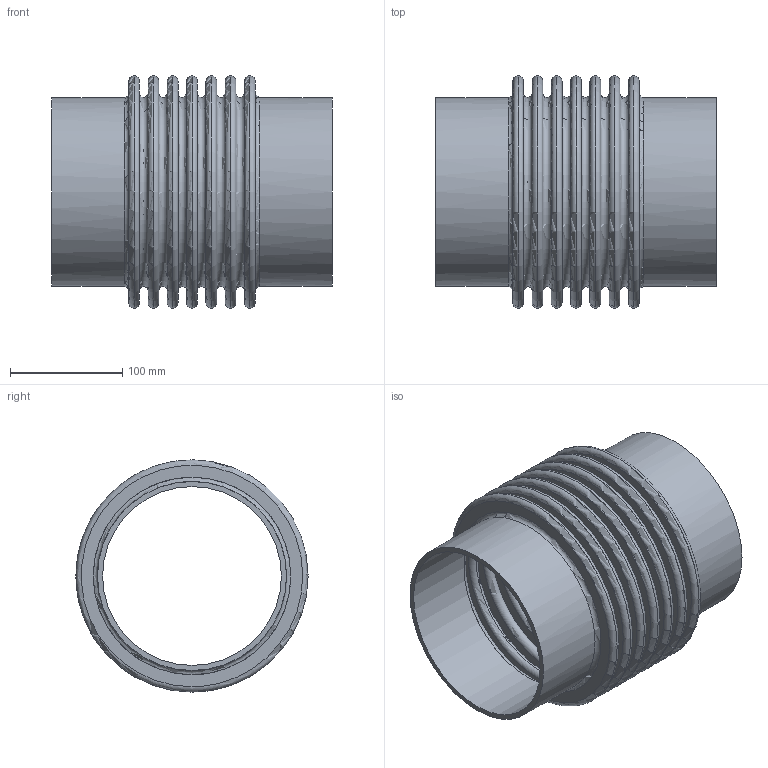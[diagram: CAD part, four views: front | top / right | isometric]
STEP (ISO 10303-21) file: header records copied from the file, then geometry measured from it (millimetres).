
FILE_DESCRIPTION(('HOOPS Exchange Step'),'2;1');
FILE_NAME('KP0502_DN150.stp','2025-11-03T14:10:30+01:00',('nieru'),('Unknown organisation'),'HOOPS Exchange 2024.2','HOOPS Exchange','Unknown authorisation');
FILE_SCHEMA( ('AP203_CONFIGURATION_CONTROLLED_3D_DESIGN_OF_MECHANICAL_PARTS_AND_ASSEMBLIES_MIM_LF') );
Length unit declared in the file: millimetre
Products named in the file (2): 0; root
Assembly tree (1 placements, depth 2):
  root
    0
Bounding box: 250 x 206.9 x 206.9 mm (x, y, z)
Volume: 511430 mm3; surface area: 541422.5 mm2
Topology: 1 solids, 1 shells, 85 faces, 156 edges, 103 vertices
Faces by surface type: torus 45, plane 32, cylinder 6, bspline 2
Full cylindrical faces by diameter (mm): 159.3 x2, 163.3 x2, 168.3 x2
Entity records: 15408 total; most frequent: CARTESIAN_POINT 13633, DIRECTION 404, ORIENTED_EDGE 312, AXIS2_PLACEMENT_3D 198, EDGE_CURVE 156, EDGE_LOOP 117, FACE_BOUND 117, CIRCLE 112
